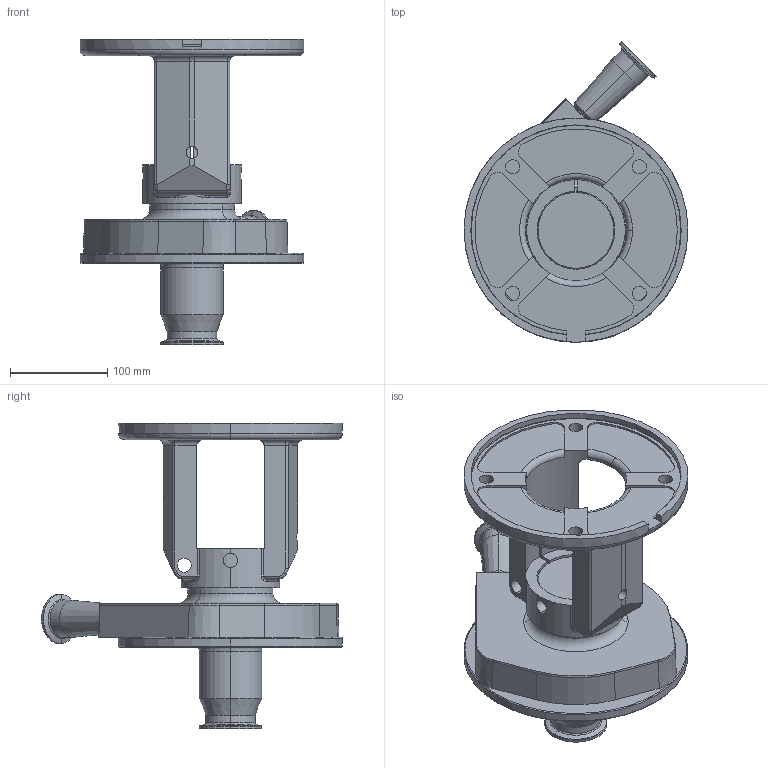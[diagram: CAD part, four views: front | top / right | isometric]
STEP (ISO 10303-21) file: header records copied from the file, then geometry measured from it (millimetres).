
FILE_DESCRIPTION (( 'STEP AP214' ), '1' );
FILE_NAME ('FPR 721-722-731 180-210TC 45L.STEP', '2023-01-10T17:31:47', ( '' ), ( '' ), 'SwSTEP 2.0', 'SolidWorks 2021', '' );
FILE_SCHEMA (( 'AUTOMOTIVE_DESIGN' ));
Length unit declared in the file: millimetre
Products named in the file (1): FPR 721-722-731 180-210TC 45L
Bounding box: 230 x 308.89 x 314 mm (x, y, z)
Volume: 2342697.5 mm3; surface area: 395063 mm2
Topology: 1 solids, 1 shells, 302 faces, 773 edges, 467 vertices
Faces by surface type: cylinder 111, plane 69, torus 67, cone 45, bspline 10
Entity records: 10629 total; most frequent: CARTESIAN_POINT 3198, DIRECTION 1654, ORIENTED_EDGE 1534, EDGE_CURVE 767, AXIS2_PLACEMENT_3D 680, VERTEX_POINT 467, CIRCLE 387, EDGE_LOOP 328
